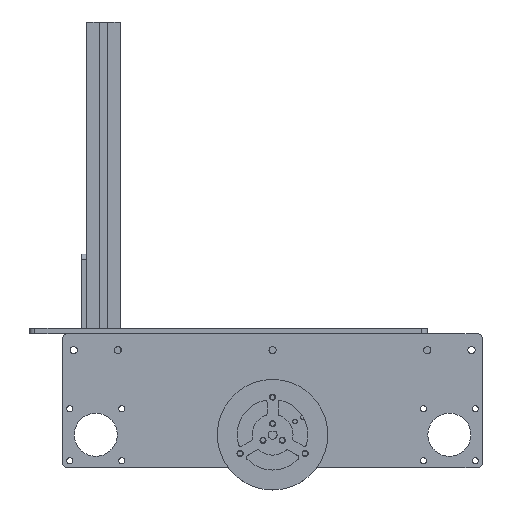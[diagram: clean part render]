
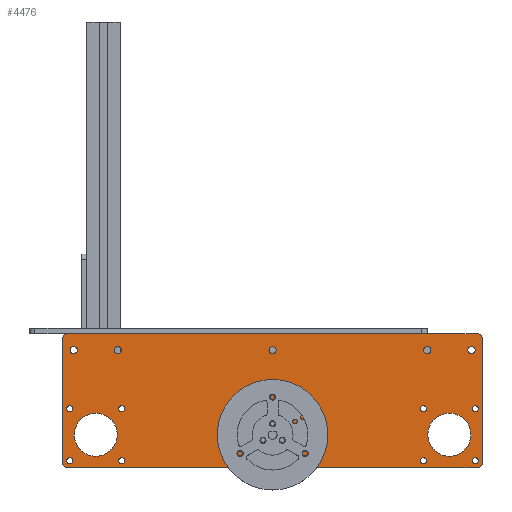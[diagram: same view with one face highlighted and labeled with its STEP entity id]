
A CAD part, top view. The second image highlights one B-rep face of the part: STEP entity #4476.
In plain terms, the highlighted planar face has unit normal (0, 0, 1).
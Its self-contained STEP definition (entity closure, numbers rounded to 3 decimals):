
#67=FACE_BOUND('',#931,.T.);
#68=FACE_BOUND('',#932,.T.);
#69=FACE_BOUND('',#933,.T.);
#70=FACE_BOUND('',#934,.T.);
#71=FACE_BOUND('',#935,.T.);
#72=FACE_BOUND('',#936,.T.);
#73=FACE_BOUND('',#937,.T.);
#74=FACE_BOUND('',#938,.T.);
#75=FACE_BOUND('',#939,.T.);
#76=FACE_BOUND('',#940,.T.);
#77=FACE_BOUND('',#941,.T.);
#78=FACE_BOUND('',#942,.T.);
#79=FACE_BOUND('',#943,.T.);
#80=FACE_BOUND('',#944,.T.);
#81=FACE_BOUND('',#945,.T.);
#82=FACE_BOUND('',#946,.T.);
#83=FACE_BOUND('',#947,.T.);
#84=FACE_BOUND('',#948,.T.);
#85=FACE_BOUND('',#949,.T.);
#86=FACE_BOUND('',#950,.T.);
#170=CIRCLE('',#4765,5.);
#195=CIRCLE('',#4793,5.);
#196=CIRCLE('',#4795,5.);
#197=CIRCLE('',#4798,5.);
#198=CIRCLE('',#4800,3.25);
#199=CIRCLE('',#4802,19.5);
#200=CIRCLE('',#4804,2.75);
#201=CIRCLE('',#4806,19.5);
#202=CIRCLE('',#4808,2.75);
#203=CIRCLE('',#4810,19.5);
#204=CIRCLE('',#4812,2.75);
#205=CIRCLE('',#4814,3.25);
#206=CIRCLE('',#4816,3.25);
#207=CIRCLE('',#4818,2.75);
#208=CIRCLE('',#4820,2.75);
#209=CIRCLE('',#4822,2.75);
#210=CIRCLE('',#4824,2.75);
#211=CIRCLE('',#4826,2.75);
#212=CIRCLE('',#4828,2.75);
#213=CIRCLE('',#4830,3.25);
#214=CIRCLE('',#4832,2.75);
#215=CIRCLE('',#4834,2.75);
#216=CIRCLE('',#4836,3.25);
#217=CIRCLE('',#4838,2.75);
#662=FACE_OUTER_BOUND('',#930,.T.);
#930=EDGE_LOOP('',(#3561,#3562,#3563,#3564,#3565,#3566,#3567,#3568));
#931=EDGE_LOOP('',(#3569));
#932=EDGE_LOOP('',(#3570));
#933=EDGE_LOOP('',(#3571));
#934=EDGE_LOOP('',(#3572));
#935=EDGE_LOOP('',(#3573));
#936=EDGE_LOOP('',(#3574));
#937=EDGE_LOOP('',(#3575));
#938=EDGE_LOOP('',(#3576));
#939=EDGE_LOOP('',(#3577));
#940=EDGE_LOOP('',(#3578));
#941=EDGE_LOOP('',(#3579));
#942=EDGE_LOOP('',(#3580));
#943=EDGE_LOOP('',(#3581));
#944=EDGE_LOOP('',(#3582));
#945=EDGE_LOOP('',(#3583));
#946=EDGE_LOOP('',(#3584));
#947=EDGE_LOOP('',(#3585));
#948=EDGE_LOOP('',(#3586));
#949=EDGE_LOOP('',(#3587));
#950=EDGE_LOOP('',(#3588));
#1354=LINE('',#7070,#1740);
#1360=LINE('',#7085,#1746);
#1382=LINE('',#7171,#1768);
#1383=LINE('',#7173,#1769);
#1740=VECTOR('',#5634,10.);
#1746=VECTOR('',#5650,10.);
#1768=VECTOR('',#5758,10.);
#1769=VECTOR('',#5761,10.);
#2064=VERTEX_POINT('',#7006);
#2065=VERTEX_POINT('',#7007);
#2094=VERTEX_POINT('',#7069);
#2095=VERTEX_POINT('',#7073);
#2096=VERTEX_POINT('',#7077);
#2097=VERTEX_POINT('',#7078);
#2098=VERTEX_POINT('',#7083);
#2099=VERTEX_POINT('',#7087);
#2100=VERTEX_POINT('',#7091);
#2101=VERTEX_POINT('',#7095);
#2102=VERTEX_POINT('',#7099);
#2103=VERTEX_POINT('',#7103);
#2104=VERTEX_POINT('',#7107);
#2105=VERTEX_POINT('',#7111);
#2106=VERTEX_POINT('',#7115);
#2107=VERTEX_POINT('',#7119);
#2108=VERTEX_POINT('',#7123);
#2109=VERTEX_POINT('',#7127);
#2110=VERTEX_POINT('',#7131);
#2111=VERTEX_POINT('',#7135);
#2112=VERTEX_POINT('',#7139);
#2113=VERTEX_POINT('',#7143);
#2114=VERTEX_POINT('',#7147);
#2115=VERTEX_POINT('',#7151);
#2116=VERTEX_POINT('',#7155);
#2117=VERTEX_POINT('',#7159);
#2118=VERTEX_POINT('',#7163);
#2119=VERTEX_POINT('',#7167);
#2562=EDGE_CURVE('',#2064,#2065,#170,.T.);
#2593=EDGE_CURVE('',#2094,#2065,#1354,.T.);
#2595=EDGE_CURVE('',#2094,#2095,#195,.T.);
#2597=EDGE_CURVE('',#2096,#2097,#196,.T.);
#2601=EDGE_CURVE('',#2096,#2098,#1360,.T.);
#2602=EDGE_CURVE('',#2099,#2098,#197,.T.);
#2604=EDGE_CURVE('',#2100,#2100,#198,.T.);
#2606=EDGE_CURVE('',#2101,#2101,#199,.T.);
#2608=EDGE_CURVE('',#2102,#2102,#200,.T.);
#2610=EDGE_CURVE('',#2103,#2103,#201,.T.);
#2612=EDGE_CURVE('',#2104,#2104,#202,.T.);
#2614=EDGE_CURVE('',#2105,#2105,#203,.T.);
#2616=EDGE_CURVE('',#2106,#2106,#204,.T.);
#2618=EDGE_CURVE('',#2107,#2107,#205,.T.);
#2620=EDGE_CURVE('',#2108,#2108,#206,.T.);
#2622=EDGE_CURVE('',#2109,#2109,#207,.T.);
#2624=EDGE_CURVE('',#2110,#2110,#208,.T.);
#2626=EDGE_CURVE('',#2111,#2111,#209,.T.);
#2628=EDGE_CURVE('',#2112,#2112,#210,.T.);
#2630=EDGE_CURVE('',#2113,#2113,#211,.T.);
#2632=EDGE_CURVE('',#2114,#2114,#212,.T.);
#2634=EDGE_CURVE('',#2115,#2115,#213,.T.);
#2636=EDGE_CURVE('',#2116,#2116,#214,.T.);
#2638=EDGE_CURVE('',#2117,#2117,#215,.T.);
#2640=EDGE_CURVE('',#2118,#2118,#216,.T.);
#2642=EDGE_CURVE('',#2119,#2119,#217,.T.);
#2644=EDGE_CURVE('',#2099,#2095,#1382,.T.);
#2645=EDGE_CURVE('',#2064,#2097,#1383,.T.);
#3561=ORIENTED_EDGE('',*,*,#2562,.F.);
#3562=ORIENTED_EDGE('',*,*,#2645,.T.);
#3563=ORIENTED_EDGE('',*,*,#2597,.F.);
#3564=ORIENTED_EDGE('',*,*,#2601,.T.);
#3565=ORIENTED_EDGE('',*,*,#2602,.F.);
#3566=ORIENTED_EDGE('',*,*,#2644,.T.);
#3567=ORIENTED_EDGE('',*,*,#2595,.F.);
#3568=ORIENTED_EDGE('',*,*,#2593,.T.);
#3569=ORIENTED_EDGE('',*,*,#2642,.T.);
#3570=ORIENTED_EDGE('',*,*,#2640,.T.);
#3571=ORIENTED_EDGE('',*,*,#2638,.T.);
#3572=ORIENTED_EDGE('',*,*,#2636,.T.);
#3573=ORIENTED_EDGE('',*,*,#2634,.T.);
#3574=ORIENTED_EDGE('',*,*,#2632,.T.);
#3575=ORIENTED_EDGE('',*,*,#2630,.T.);
#3576=ORIENTED_EDGE('',*,*,#2628,.T.);
#3577=ORIENTED_EDGE('',*,*,#2626,.T.);
#3578=ORIENTED_EDGE('',*,*,#2624,.T.);
#3579=ORIENTED_EDGE('',*,*,#2622,.T.);
#3580=ORIENTED_EDGE('',*,*,#2620,.T.);
#3581=ORIENTED_EDGE('',*,*,#2618,.T.);
#3582=ORIENTED_EDGE('',*,*,#2616,.T.);
#3583=ORIENTED_EDGE('',*,*,#2614,.T.);
#3584=ORIENTED_EDGE('',*,*,#2612,.T.);
#3585=ORIENTED_EDGE('',*,*,#2610,.T.);
#3586=ORIENTED_EDGE('',*,*,#2608,.T.);
#3587=ORIENTED_EDGE('',*,*,#2606,.T.);
#3588=ORIENTED_EDGE('',*,*,#2604,.T.);
#4329=PLANE('',#4841);
#4476=ADVANCED_FACE('',(#662,#67,#68,#69,#70,#71,#72,#73,#74,#75,#76,#77,
#78,#79,#80,#81,#82,#83,#84,#85,#86),#4329,.T.);
#4765=AXIS2_PLACEMENT_3D('',#7008,#5574,#5575);
#4793=AXIS2_PLACEMENT_3D('',#7074,#5638,#5639);
#4795=AXIS2_PLACEMENT_3D('',#7079,#5643,#5644);
#4798=AXIS2_PLACEMENT_3D('',#7088,#5653,#5654);
#4800=AXIS2_PLACEMENT_3D('',#7092,#5658,#5659);
#4802=AXIS2_PLACEMENT_3D('',#7096,#5663,#5664);
#4804=AXIS2_PLACEMENT_3D('',#7100,#5668,#5669);
#4806=AXIS2_PLACEMENT_3D('',#7104,#5673,#5674);
#4808=AXIS2_PLACEMENT_3D('',#7108,#5678,#5679);
#4810=AXIS2_PLACEMENT_3D('',#7112,#5683,#5684);
#4812=AXIS2_PLACEMENT_3D('',#7116,#5688,#5689);
#4814=AXIS2_PLACEMENT_3D('',#7120,#5693,#5694);
#4816=AXIS2_PLACEMENT_3D('',#7124,#5698,#5699);
#4818=AXIS2_PLACEMENT_3D('',#7128,#5703,#5704);
#4820=AXIS2_PLACEMENT_3D('',#7132,#5708,#5709);
#4822=AXIS2_PLACEMENT_3D('',#7136,#5713,#5714);
#4824=AXIS2_PLACEMENT_3D('',#7140,#5718,#5719);
#4826=AXIS2_PLACEMENT_3D('',#7144,#5723,#5724);
#4828=AXIS2_PLACEMENT_3D('',#7148,#5728,#5729);
#4830=AXIS2_PLACEMENT_3D('',#7152,#5733,#5734);
#4832=AXIS2_PLACEMENT_3D('',#7156,#5738,#5739);
#4834=AXIS2_PLACEMENT_3D('',#7160,#5743,#5744);
#4836=AXIS2_PLACEMENT_3D('',#7164,#5748,#5749);
#4838=AXIS2_PLACEMENT_3D('',#7168,#5753,#5754);
#4841=AXIS2_PLACEMENT_3D('',#7174,#5762,#5763);
#5574=DIRECTION('center_axis',(0.,0.,-1.));
#5575=DIRECTION('ref_axis',(-0.707,-0.707,0.));
#5634=DIRECTION('',(0.,-1.,0.));
#5638=DIRECTION('center_axis',(0.,0.,-1.));
#5639=DIRECTION('ref_axis',(-0.707,0.707,0.));
#5643=DIRECTION('center_axis',(0.,0.,-1.));
#5644=DIRECTION('ref_axis',(0.707,-0.707,0.));
#5650=DIRECTION('',(0.,1.,0.));
#5653=DIRECTION('center_axis',(0.,0.,-1.));
#5654=DIRECTION('ref_axis',(0.707,0.707,0.));
#5658=DIRECTION('center_axis',(0.,0.,-1.));
#5659=DIRECTION('ref_axis',(1.,0.,0.));
#5663=DIRECTION('center_axis',(0.,0.,-1.));
#5664=DIRECTION('ref_axis',(1.,0.,0.));
#5668=DIRECTION('center_axis',(0.,0.,-1.));
#5669=DIRECTION('ref_axis',(1.,0.,0.));
#5673=DIRECTION('center_axis',(0.,0.,-1.));
#5674=DIRECTION('ref_axis',(1.,0.,0.));
#5678=DIRECTION('center_axis',(0.,0.,-1.));
#5679=DIRECTION('ref_axis',(1.,0.,0.));
#5683=DIRECTION('center_axis',(0.,0.,-1.));
#5684=DIRECTION('ref_axis',(1.,0.,0.));
#5688=DIRECTION('center_axis',(0.,0.,-1.));
#5689=DIRECTION('ref_axis',(1.,0.,0.));
#5693=DIRECTION('center_axis',(0.,0.,-1.));
#5694=DIRECTION('ref_axis',(1.,0.,0.));
#5698=DIRECTION('center_axis',(0.,0.,-1.));
#5699=DIRECTION('ref_axis',(1.,0.,0.));
#5703=DIRECTION('center_axis',(0.,0.,-1.));
#5704=DIRECTION('ref_axis',(1.,0.,0.));
#5708=DIRECTION('center_axis',(0.,0.,-1.));
#5709=DIRECTION('ref_axis',(1.,0.,0.));
#5713=DIRECTION('center_axis',(0.,0.,-1.));
#5714=DIRECTION('ref_axis',(1.,0.,0.));
#5718=DIRECTION('center_axis',(0.,0.,-1.));
#5719=DIRECTION('ref_axis',(1.,0.,0.));
#5723=DIRECTION('center_axis',(0.,0.,-1.));
#5724=DIRECTION('ref_axis',(1.,0.,0.));
#5728=DIRECTION('center_axis',(0.,0.,-1.));
#5729=DIRECTION('ref_axis',(1.,0.,0.));
#5733=DIRECTION('center_axis',(0.,0.,-1.));
#5734=DIRECTION('ref_axis',(1.,0.,0.));
#5738=DIRECTION('center_axis',(0.,0.,-1.));
#5739=DIRECTION('ref_axis',(1.,0.,0.));
#5743=DIRECTION('center_axis',(0.,0.,-1.));
#5744=DIRECTION('ref_axis',(1.,0.,0.));
#5748=DIRECTION('center_axis',(0.,0.,-1.));
#5749=DIRECTION('ref_axis',(1.,0.,0.));
#5753=DIRECTION('center_axis',(0.,0.,-1.));
#5754=DIRECTION('ref_axis',(1.,0.,0.));
#5758=DIRECTION('',(-1.,0.,0.));
#5761=DIRECTION('',(1.,0.,0.));
#5762=DIRECTION('center_axis',(0.,0.,1.));
#5763=DIRECTION('ref_axis',(1.,0.,0.));
#7006=CARTESIAN_POINT('',(-185.,-30.,5.));
#7007=CARTESIAN_POINT('',(-190.,-25.,5.));
#7008=CARTESIAN_POINT('Origin',(-185.,-25.,5.));
#7069=CARTESIAN_POINT('',(-190.,86.5,5.));
#7070=CARTESIAN_POINT('',(-190.,-30.,5.));
#7073=CARTESIAN_POINT('',(-185.,91.5,5.));
#7074=CARTESIAN_POINT('Origin',(-185.,86.5,5.));
#7077=CARTESIAN_POINT('',(190.,-25.,5.));
#7078=CARTESIAN_POINT('',(185.,-30.,5.));
#7079=CARTESIAN_POINT('Origin',(185.,-25.,5.));
#7083=CARTESIAN_POINT('',(190.,86.5,5.));
#7085=CARTESIAN_POINT('',(190.,91.5,5.));
#7087=CARTESIAN_POINT('',(185.,91.5,5.));
#7088=CARTESIAN_POINT('Origin',(185.,86.5,5.));
#7091=CARTESIAN_POINT('',(-3.25,76.5,5.));
#7092=CARTESIAN_POINT('Origin',(0.,76.5,5.));
#7095=CARTESIAN_POINT('',(140.5,0.,5.));
#7096=CARTESIAN_POINT('Origin',(160.,0.,5.));
#7099=CARTESIAN_POINT('',(20.75,23.5,5.));
#7100=CARTESIAN_POINT('Origin',(23.5,23.5,5.));
#7103=CARTESIAN_POINT('',(-179.5,0.,5.));
#7104=CARTESIAN_POINT('Origin',(-160.,0.,5.));
#7107=CARTESIAN_POINT('',(20.75,-23.5,5.));
#7108=CARTESIAN_POINT('Origin',(23.5,-23.5,5.));
#7111=CARTESIAN_POINT('',(-19.5,0.,5.));
#7112=CARTESIAN_POINT('Origin',(0.,0.,5.));
#7115=CARTESIAN_POINT('',(-139.25,23.5,5.));
#7116=CARTESIAN_POINT('Origin',(-136.5,23.5,5.));
#7119=CARTESIAN_POINT('',(-143.25,76.5,5.));
#7120=CARTESIAN_POINT('Origin',(-140.,76.5,5.));
#7123=CARTESIAN_POINT('',(-183.25,76.5,5.));
#7124=CARTESIAN_POINT('Origin',(-180.,76.5,5.));
#7127=CARTESIAN_POINT('',(-26.25,-23.5,5.));
#7128=CARTESIAN_POINT('Origin',(-23.5,-23.5,5.));
#7131=CARTESIAN_POINT('',(-26.25,23.5,5.));
#7132=CARTESIAN_POINT('Origin',(-23.5,23.5,5.));
#7135=CARTESIAN_POINT('',(-186.25,23.5,5.));
#7136=CARTESIAN_POINT('Origin',(-183.5,23.5,5.));
#7139=CARTESIAN_POINT('',(-139.25,-23.5,5.));
#7140=CARTESIAN_POINT('Origin',(-136.5,-23.5,5.));
#7143=CARTESIAN_POINT('',(133.75,23.5,5.));
#7144=CARTESIAN_POINT('Origin',(136.5,23.5,5.));
#7147=CARTESIAN_POINT('',(180.75,23.5,5.));
#7148=CARTESIAN_POINT('Origin',(183.5,23.5,5.));
#7151=CARTESIAN_POINT('',(176.75,76.5,5.));
#7152=CARTESIAN_POINT('Origin',(180.,76.5,5.));
#7155=CARTESIAN_POINT('',(-186.25,-23.5,5.));
#7156=CARTESIAN_POINT('Origin',(-183.5,-23.5,5.));
#7159=CARTESIAN_POINT('',(180.75,-23.5,5.));
#7160=CARTESIAN_POINT('Origin',(183.5,-23.5,5.));
#7163=CARTESIAN_POINT('',(136.75,76.5,5.));
#7164=CARTESIAN_POINT('Origin',(140.,76.5,5.));
#7167=CARTESIAN_POINT('',(133.75,-23.5,5.));
#7168=CARTESIAN_POINT('Origin',(136.5,-23.5,5.));
#7171=CARTESIAN_POINT('',(-190.,91.5,5.));
#7173=CARTESIAN_POINT('',(190.,-30.,5.));
#7174=CARTESIAN_POINT('Origin',(0.,30.75,5.));
